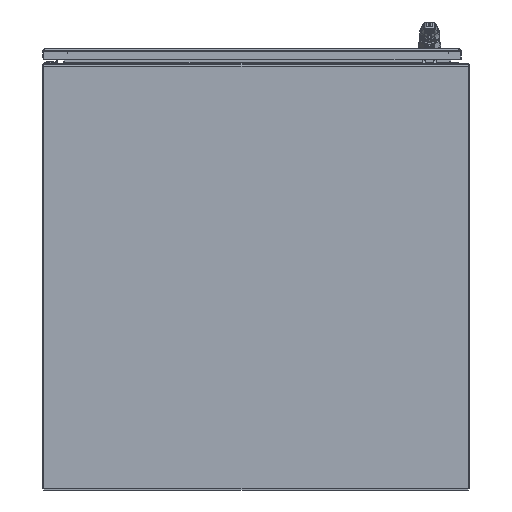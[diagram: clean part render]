
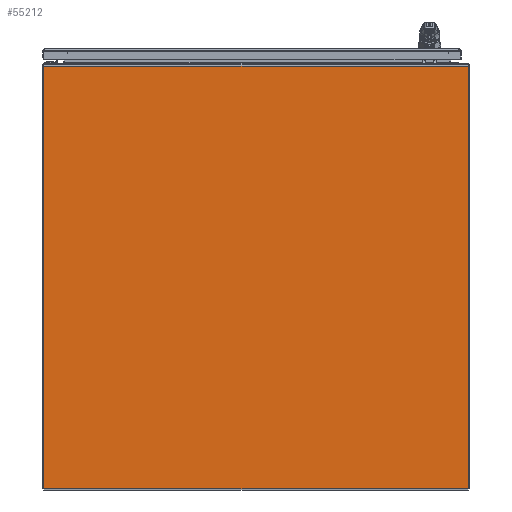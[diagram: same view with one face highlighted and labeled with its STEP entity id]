
A CAD part, front view. The second image highlights one B-rep face of the part: STEP entity #55212.
In plain terms, the highlighted face is planar.
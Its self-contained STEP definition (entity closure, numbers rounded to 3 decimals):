
#13040=FACE_OUTER_BOUND('',#15374,.T.);
#15374=EDGE_LOOP('',(#42472,#42473,#42474,#42475));
#18099=LINE('',#77851,#21910);
#18105=LINE('',#77869,#21916);
#18108=LINE('',#77875,#21919);
#18109=LINE('',#77876,#21920);
#21910=VECTOR('',#63298,35.921);
#21916=VECTOR('',#63322,35.78);
#21919=VECTOR('',#63327,35.78);
#21920=VECTOR('',#63328,35.921);
#25683=VERTEX_POINT('',#77848);
#25684=VERTEX_POINT('',#77850);
#25687=VERTEX_POINT('',#77868);
#25689=VERTEX_POINT('',#77874);
#33707=EDGE_CURVE('',#25684,#25683,#18099,.T.);
#33716=EDGE_CURVE('',#25684,#25687,#18105,.T.);
#33719=EDGE_CURVE('',#25689,#25683,#18108,.T.);
#33720=EDGE_CURVE('',#25687,#25689,#18109,.T.);
#42472=ORIENTED_EDGE('',*,*,#33707,.T.);
#42473=ORIENTED_EDGE('',*,*,#33719,.F.);
#42474=ORIENTED_EDGE('',*,*,#33720,.F.);
#42475=ORIENTED_EDGE('',*,*,#33716,.F.);
#52419=PLANE('',#57621);
#55212=ADVANCED_FACE('',(#13040),#52419,.T.);
#57621=AXIS2_PLACEMENT_3D('',#77873,#63325,#63326);
#63298=DIRECTION('',(1.,0.,0.));
#63322=DIRECTION('',(0.,1.,0.));
#63325=DIRECTION('center_axis',(0.,0.,1.));
#63326=DIRECTION('ref_axis',(1.,0.,0.));
#63327=DIRECTION('',(0.,-1.,0.));
#63328=DIRECTION('',(1.,0.,0.));
#77848=CARTESIAN_POINT('',(17.961,-17.769,0.102));
#77850=CARTESIAN_POINT('',(-17.961,-17.769,0.102));
#77851=CARTESIAN_POINT('',(-8.98,-17.769,0.102));
#77868=CARTESIAN_POINT('',(-17.961,18.012,0.102));
#77869=CARTESIAN_POINT('',(-17.961,-18.012,0.102));
#77873=CARTESIAN_POINT('Origin',(0.,0.,
0.102));
#77874=CARTESIAN_POINT('',(17.961,18.012,0.102));
#77875=CARTESIAN_POINT('',(17.961,18.012,0.102));
#77876=CARTESIAN_POINT('',(-17.961,18.012,0.102));
